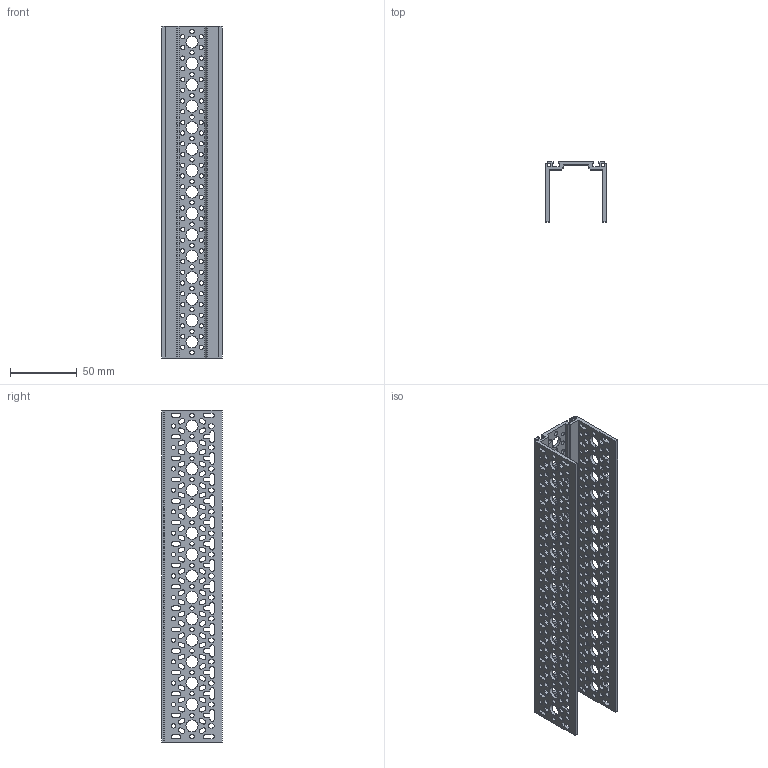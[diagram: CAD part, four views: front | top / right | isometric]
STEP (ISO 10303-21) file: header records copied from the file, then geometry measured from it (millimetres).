
FILE_DESCRIPTION (( 'STEP AP203' ), '1' );
FILE_NAME ('REV-41-1747.STEP', '2019-07-11T18:46:24', ( '' ), ( '' ), 'SwSTEP 2.0', 'SolidWorks 2018', '' );
FILE_SCHEMA (( 'CONFIG_CONTROL_DESIGN' ));
Products named in the file (1): REV-41-1747
Bounding box: 45 x 45 x 248 mm (x, y, z)
Volume: 64155.8 mm3; surface area: 74559.7 mm2
Topology: 1 solids, 1 shells, 1548 faces, 4638 edges, 3092 vertices
Faces by surface type: cylinder 1000, plane 548
Entity records: 54707 total; most frequent: DIRECTION 9736, CARTESIAN_POINT 9279, ORIENTED_EDGE 9276, EDGE_CURVE 4638, AXIS2_PLACEMENT_3D 3549, VERTEX_POINT 3092, VECTOR 2638, LINE 2638
